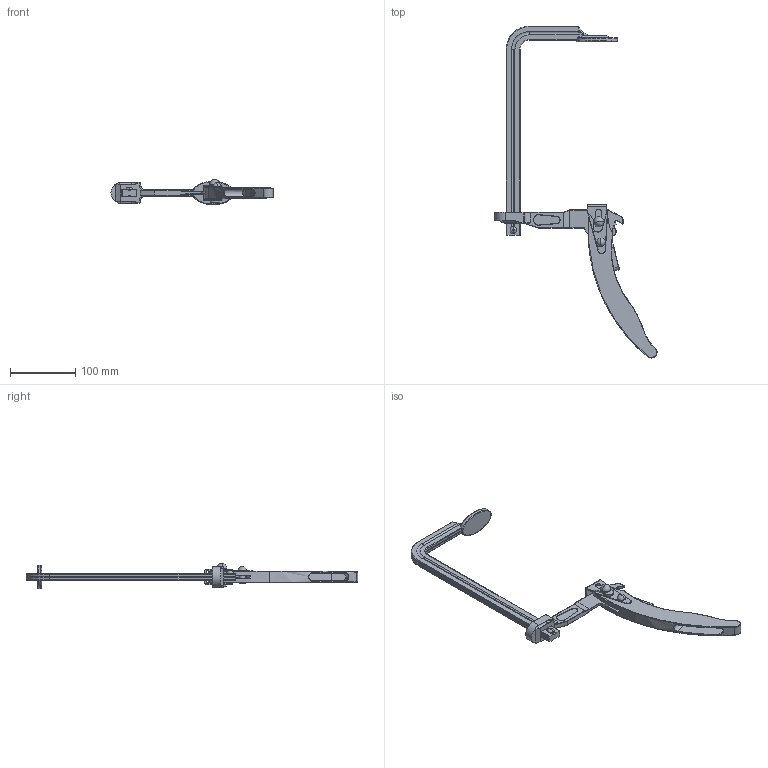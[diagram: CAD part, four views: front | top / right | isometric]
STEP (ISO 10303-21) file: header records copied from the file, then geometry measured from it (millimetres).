
FILE_DESCRIPTION (( 'STEP AP214' ), '1' );
FILE_NAME ('GH-G25L.STEP', '2025-12-23T03:38:52', ( '' ), ( '' ), 'SwSTEP 2.0', 'SolidWorks 2016', '' );
FILE_SCHEMA (( 'AUTOMOTIVE_DESIGN' ));
Length unit declared in the file: millimetre
Products named in the file (9): 錨璃7; 錨璃14; 錨璃13; G25L01; 錨璃8; 錨璃10; G25L05; G25L08; GH-G25L
Assembly tree (8 placements, depth 2):
  GH-G25L
    G25L08
    G25L05
    G25L01
    錨璃7
    錨璃10
    錨璃13
    錨璃8
    錨璃14
Bounding box: 248.59 x 509.34 x 38.92 mm (x, y, z)
Volume: 250480.7 mm3; surface area: 88034.9 mm2
Topology: 8 solids, 8 shells, 611 faces, 1451 edges, 835 vertices
Faces by surface type: cylinder 266, plane 117, torus 115, bspline 62, sphere 42, cone 9
Entity records: 21746 total; most frequent: CARTESIAN_POINT 7978, DIRECTION 2889, ORIENTED_EDGE 2822, EDGE_CURVE 1411, AXIS2_PLACEMENT_3D 1183, VERTEX_POINT 823, EDGE_LOOP 636, CIRCLE 623
